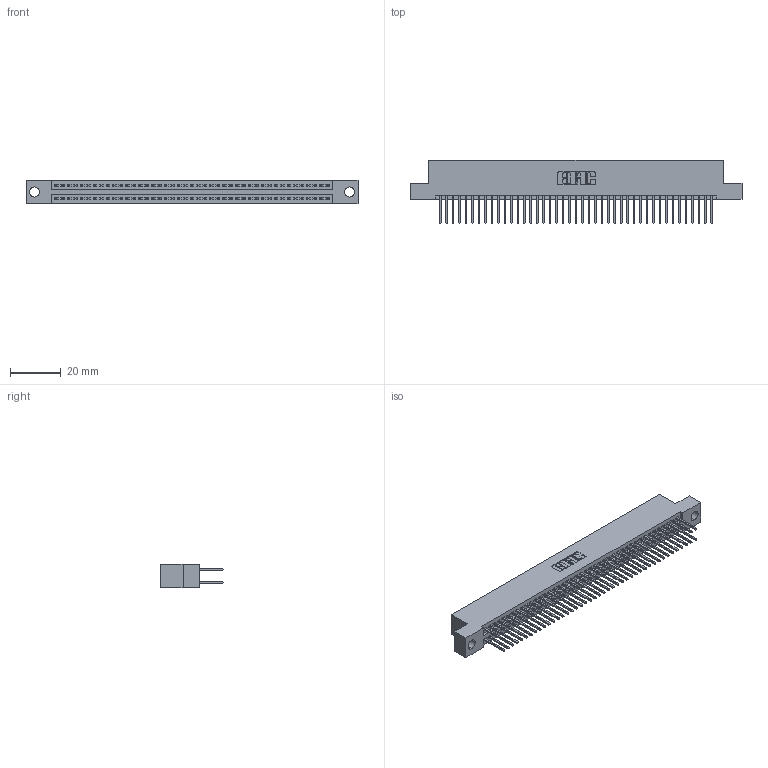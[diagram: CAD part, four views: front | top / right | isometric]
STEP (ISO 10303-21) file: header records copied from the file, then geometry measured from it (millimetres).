
FILE_DESCRIPTION (( 'STEP AP203' ), '1' );
FILE_NAME ('345-086-523-204.STEP', '2018-10-04T04:51:23', ( '' ), ( '' ), 'SwSTEP 2.0', 'SolidWorks 2016', '' );
FILE_SCHEMA (( 'CONFIG_CONTROL_DESIGN' ));
Length unit declared in the file: inch
Products named in the file (3): 345-292-001_345-293-123; 345 Part_Flush Mounting Lugs - 0.156 Dia-TH; 345-086-523-204
Assembly tree (87 placements, depth 2):
  345-086-523-204
    345 Part_Flush Mounting Lugs - 0.156 Dia-TH
    345-292-001_345-293-123  x86
Bounding box: 130.43 x 24.82 x 9.4 mm (x, y, z)
Volume: 12767.7 mm3; surface area: 19498.1 mm2
Topology: 87 solids, 87 shells, 4426 faces, 13155 edges, 8654 vertices
Faces by surface type: plane 2918, cylinder 1508
Entity records: 33625 total; most frequent: CARTESIAN_POINT 5636, ORIENTED_EDGE 5570, DIRECTION 4969, EDGE_CURVE 2785, VECTOR 2481, LINE 2481, VERTEX_POINT 1854, AXIS2_PLACEMENT_3D 1244
